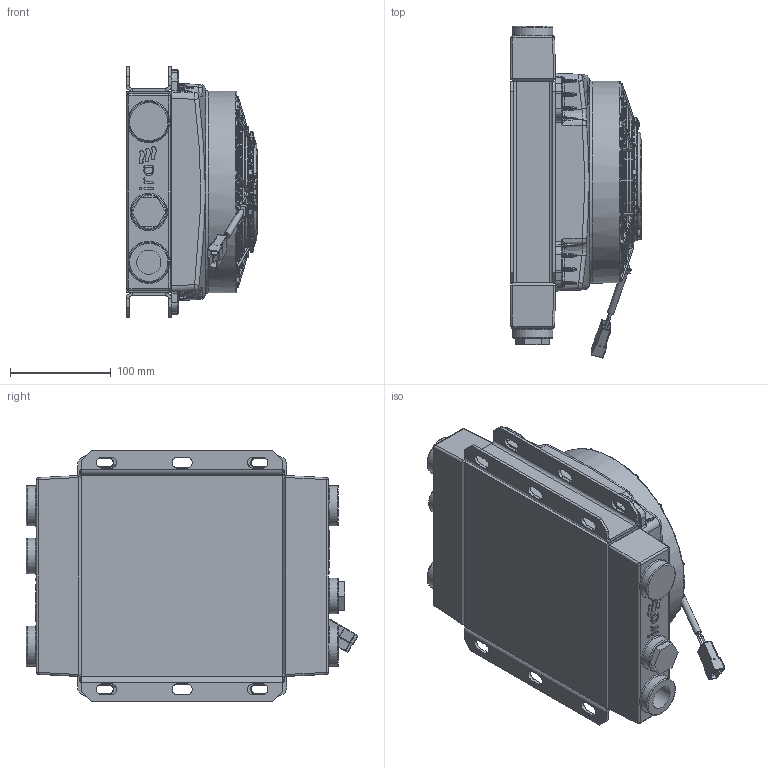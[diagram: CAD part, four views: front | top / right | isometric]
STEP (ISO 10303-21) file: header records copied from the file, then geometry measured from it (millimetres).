
FILE_DESCRIPTION(/* description */ (''),/* implementation_level */ '2;1');
FILE_NAME(/* name */ 'RAL202V12A-F20.stp',/* time_stamp */ '2021-10-12T11:36:32+02:00',/* author */ ('Davide'),/* organization */ (''),/* preprocessor_version */ 'ST-DEVELOPER v17',/* originating_system */ 'Autodesk Inventor 2018',/* authorisation */ '');
FILE_SCHEMA (('AUTOMOTIVE_DESIGN { 1 0 10303 214 3 1 1 }'));
Products named in the file (9): RAL20/2V12A-F20; MASSA RAL202; FIANCO RAL202; EC190P12ADSC-F44-12E8006-12S; F44-12E8006-12S; F44-12E8006-12S_1; TM22x1.5; VPS RAL202-A; VPS RAL202-B
Assembly tree (9 placements, depth 3):
  RAL20/2V12A-F20
    MASSA RAL202
    FIANCO RAL202  x2
    EC190P12ADSC-F44-12E8006-12S
      F44-12E8006-12S
      F44-12E8006-12S_1
    TM22x1.5
    VPS RAL202-A
    VPS RAL202-B
Bounding box: 130.75 x 329.52 x 250 mm (x, y, z)
Volume: 2938404.7 mm3; surface area: 576879.8 mm2
Topology: 8 solids, 9 shells, 4473 faces, 11873 edges, 7309 vertices
Faces by surface type: bspline 1347, plane 1193, cylinder 1012, torus 470, cone 404, sphere 47
Full cylindrical faces by diameter (mm): 1.35 x4, 1.5 x1, 2 x4, 2.24 x2, 2.5 x7, 2.8 x2, 3 x1, 4.2 x6, 4.8 x1, 6.5 x7, 7.6 x1, 8 x3, 9.5 x3, 10 x1, 19 x1, 20.376 x1, 21 x1, 22 x1, 24.117 x2, 35 x2, 40 x4, 98 x1, 105 x1, 109 x1, 114 x1, 194.5 x1
Entity records: 198468 total; most frequent: CARTESIAN_POINT 92608, ORIENTED_EDGE 23306, DIRECTION 19294, EDGE_CURVE 11653, AXIS2_PLACEMENT_3D 7767, VERTEX_POINT 7229, EDGE_LOOP 4594, FACE_OUTER_BOUND 4423
